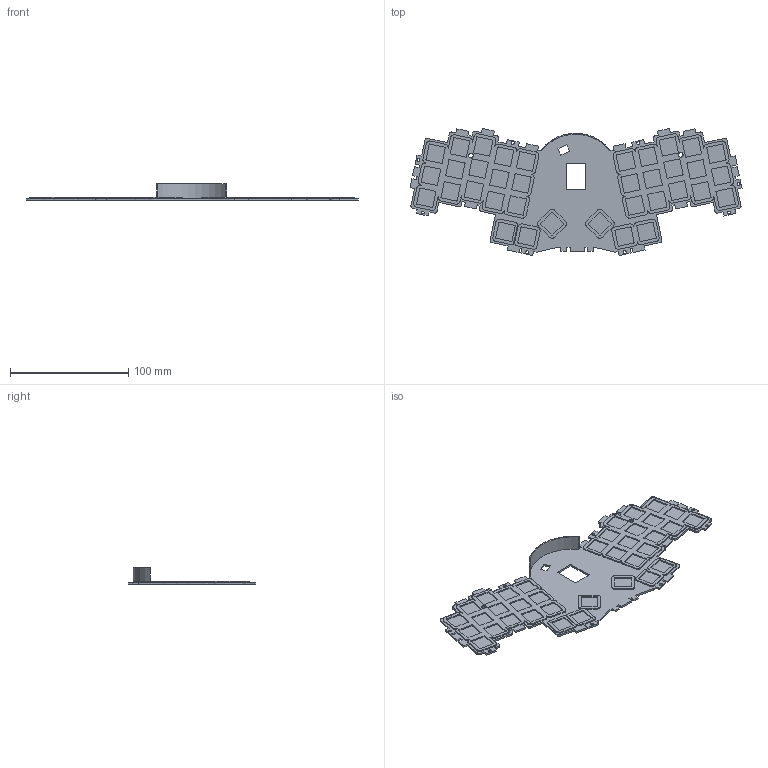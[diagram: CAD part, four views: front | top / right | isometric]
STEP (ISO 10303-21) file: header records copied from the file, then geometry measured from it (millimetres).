
FILE_DESCRIPTION(/* description */ (''),/* implementation_level */ '2;1');
FILE_NAME(/* name */ 'SentinelBottomPlateHoles.step',/* time_stamp */ '2023-12-09T09:38:03-08:00',/* author */ (''),/* organization */ (''),/* preprocessor_version */ 'ST-DEVELOPER v20',/* originating_system */ 'Autodesk Translation Framework v12.14.0.127',/* authorisation */ '');
FILE_SCHEMA (('AUTOMOTIVE_DESIGN { 1 0 10303 214 3 1 1 }'));
Length unit declared in the file: millimetre
Products named in the file (2): HiveMind2; bully-hhkb
Assembly tree (1 placements, depth 2):
  HiveMind2
    bully-hhkb
Bounding box: 280.73 x 107.4 x 14.2 mm (x, y, z)
Volume: 39475.1 mm3; surface area: 47960.5 mm2
Topology: 1 solids, 1 shells, 685 faces, 1916 edges, 1274 vertices
Faces by surface type: plane 419, cylinder 266
Full cylindrical faces by diameter (mm): 2.5 x8, 4 x2
Entity records: 22245 total; most frequent: CARTESIAN_POINT 3878, ORIENTED_EDGE 3832, DIRECTION 3832, EDGE_CURVE 1916, LINE 1376, VECTOR 1376, VERTEX_POINT 1274, AXIS2_PLACEMENT_3D 1228
